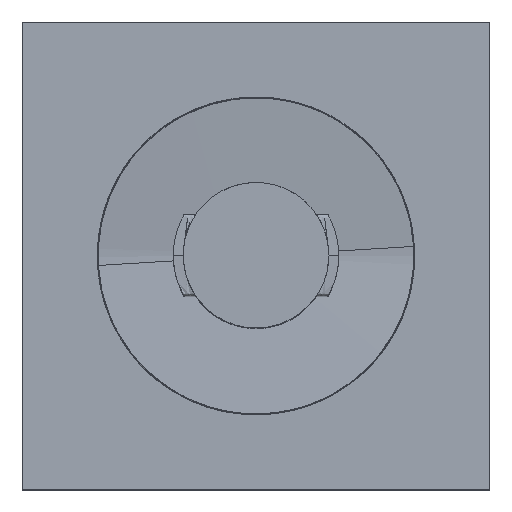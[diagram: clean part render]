
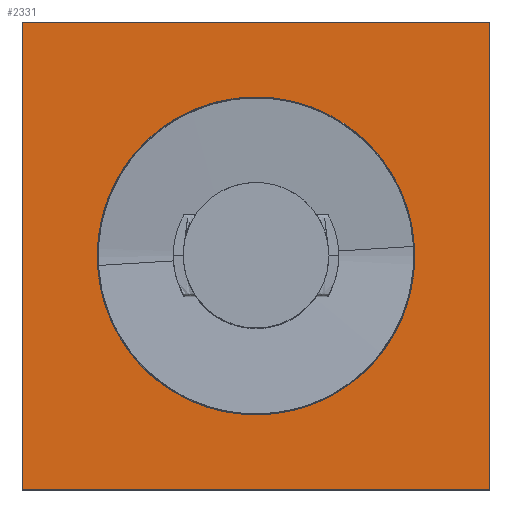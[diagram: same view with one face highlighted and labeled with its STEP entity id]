
A CAD part, top view. The second image highlights one B-rep face of the part: STEP entity #2331.
In plain terms, the highlighted planar face has unit normal (0, 0, 1).
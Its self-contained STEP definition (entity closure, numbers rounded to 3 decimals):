
#44=FACE_BOUND('',#3430,.T.);
#121=PLANE('',#9751);
#1049=(
BOUNDED_CURVE()
B_SPLINE_CURVE(2,(#37070,#37071,#37072,#37073,#37074),.UNSPECIFIED.,.F.,
 .F.)
B_SPLINE_CURVE_WITH_KNOTS((3,2,3),(0.,67.544,135.088),
 .UNSPECIFIED.)
CURVE()
GEOMETRIC_REPRESENTATION_ITEM()
RATIONAL_B_SPLINE_CURVE((1.,0.707,1.,0.707,1.))
REPRESENTATION_ITEM('')
);
#1050=(
BOUNDED_CURVE()
B_SPLINE_CURVE(2,(#37075,#37076,#37077,#37078,#37079),.UNSPECIFIED.,.F.,
 .F.)
B_SPLINE_CURVE_WITH_KNOTS((3,2,3),(-270.177,-202.633,
-135.088),.UNSPECIFIED.)
CURVE()
GEOMETRIC_REPRESENTATION_ITEM()
RATIONAL_B_SPLINE_CURVE((1.,0.707,1.,0.707,1.))
REPRESENTATION_ITEM('')
);
#2331=ADVANCED_FACE('',(#2869,#44),#121,.T.);
#2869=FACE_OUTER_BOUND('',#3429,.T.);
#3429=EDGE_LOOP('',(#5748,#5749,#5750,#5751));
#3430=EDGE_LOOP('',(#5752,#5753));
#5748=ORIENTED_EDGE('',*,*,#7454,.F.);
#5749=ORIENTED_EDGE('',*,*,#7451,.F.);
#5750=ORIENTED_EDGE('',*,*,#7448,.F.);
#5751=ORIENTED_EDGE('',*,*,#7445,.F.);
#5752=ORIENTED_EDGE('',*,*,#7458,.F.);
#5753=ORIENTED_EDGE('',*,*,#7457,.T.);
#7445=EDGE_CURVE('',#9469,#9470,#8194,.T.);
#7448=EDGE_CURVE('',#9470,#9472,#8197,.T.);
#7451=EDGE_CURVE('',#9472,#9474,#8200,.T.);
#7454=EDGE_CURVE('',#9474,#9469,#8203,.T.);
#7457=EDGE_CURVE('',#9475,#9476,#1049,.T.);
#7458=EDGE_CURVE('',#9475,#9476,#1050,.T.);
#8194=B_SPLINE_CURVE_WITH_KNOTS('',1,(#37046,#37047),.UNSPECIFIED.,.F.,
 .F.,(2,2),(0.,200.),.UNSPECIFIED.);
#8197=B_SPLINE_CURVE_WITH_KNOTS('',1,(#37052,#37053),.UNSPECIFIED.,.F.,
 .F.,(2,2),(0.,200.),.UNSPECIFIED.);
#8200=B_SPLINE_CURVE_WITH_KNOTS('',1,(#37058,#37059),.UNSPECIFIED.,.F.,
 .F.,(2,2),(0.,200.),.UNSPECIFIED.);
#8203=B_SPLINE_CURVE_WITH_KNOTS('',1,(#37064,#37065),.UNSPECIFIED.,.F.,
 .F.,(2,2),(0.,200.),.UNSPECIFIED.);
#9469=VERTEX_POINT('',#37032);
#9470=VERTEX_POINT('',#37033);
#9472=VERTEX_POINT('',#37035);
#9474=VERTEX_POINT('',#37037);
#9475=VERTEX_POINT('',#37038);
#9476=VERTEX_POINT('',#37039);
#9751=AXIS2_PLACEMENT_3D('',#37018,#9838,$);
#9838=DIRECTION('',(0.,0.,1.));
#37018=CARTESIAN_POINT('',(-120.619,-120.611,14.75));
#37032=CARTESIAN_POINT('',(-100.009,-100.001,14.75));
#37033=CARTESIAN_POINT('',(-100.009,99.999,14.75));
#37035=CARTESIAN_POINT('',(99.991,99.999,14.75));
#37037=CARTESIAN_POINT('',(99.991,-100.001,14.75));
#37038=CARTESIAN_POINT('',(42.991,-0.001,14.75));
#37039=CARTESIAN_POINT('',(-43.009,-0.001,14.75));
#37046=CARTESIAN_POINT('',(-100.009,-100.001,14.75));
#37047=CARTESIAN_POINT('',(-100.009,99.999,14.75));
#37052=CARTESIAN_POINT('',(-100.009,99.999,14.75));
#37053=CARTESIAN_POINT('',(99.991,99.999,14.75));
#37058=CARTESIAN_POINT('',(99.991,99.999,14.75));
#37059=CARTESIAN_POINT('',(99.991,-100.001,14.75));
#37064=CARTESIAN_POINT('',(99.991,-100.001,14.75));
#37065=CARTESIAN_POINT('',(-100.009,-100.001,14.75));
#37070=CARTESIAN_POINT('',(42.991,-0.001,14.75));
#37071=CARTESIAN_POINT('',(42.991,-43.001,14.75));
#37072=CARTESIAN_POINT('',(-0.009,-43.001,14.75));
#37073=CARTESIAN_POINT('',(-43.009,-43.001,14.75));
#37074=CARTESIAN_POINT('',(-43.009,-0.001,14.75));
#37075=CARTESIAN_POINT('',(42.991,-0.001,14.75));
#37076=CARTESIAN_POINT('',(42.991,42.999,14.75));
#37077=CARTESIAN_POINT('',(-0.009,42.999,14.75));
#37078=CARTESIAN_POINT('',(-43.009,42.999,14.75));
#37079=CARTESIAN_POINT('',(-43.009,-0.001,14.75));
